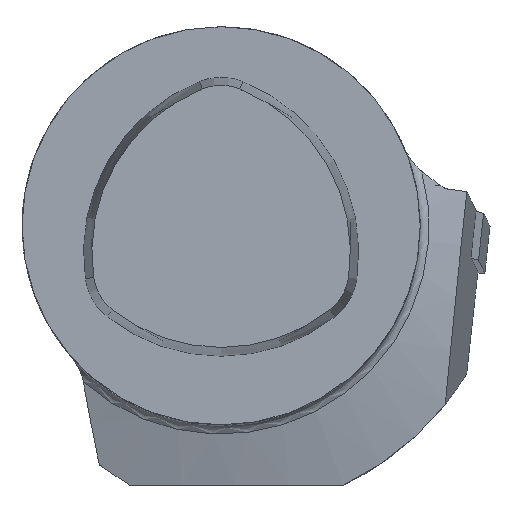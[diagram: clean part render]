
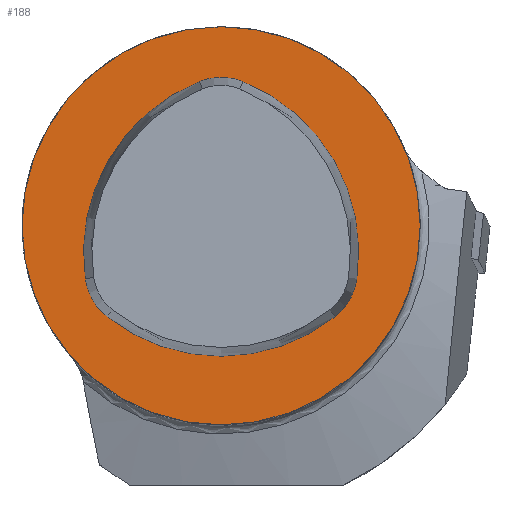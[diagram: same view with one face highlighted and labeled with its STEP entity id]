
A CAD part, top view. The second image highlights one B-rep face of the part: STEP entity #188.
In plain terms, the highlighted planar face has unit normal (0, 0, 1).
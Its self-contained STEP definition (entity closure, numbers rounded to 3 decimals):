
#112=FACE_BOUND('',#329,.T.);
#113=FACE_BOUND('',#330,.T.);
#143=CIRCLE('',#1056,20.);
#150=CIRCLE('',#1071,18.5);
#151=CIRCLE('',#1072,5.9);
#152=CIRCLE('',#1073,18.5);
#153=CIRCLE('',#1074,5.9);
#154=CIRCLE('',#1075,18.5);
#155=CIRCLE('',#1076,5.9);
#188=ADVANCED_FACE('',(#112,#113),#235,.T.);
#235=PLANE('',#1077);
#329=EDGE_LOOP('',(#451));
#330=EDGE_LOOP('',(#452,#453,#454,#455,#456,#457));
#451=ORIENTED_EDGE('',*,*,#748,.F.);
#452=ORIENTED_EDGE('',*,*,#768,.T.);
#453=ORIENTED_EDGE('',*,*,#769,.T.);
#454=ORIENTED_EDGE('',*,*,#770,.T.);
#455=ORIENTED_EDGE('',*,*,#771,.T.);
#456=ORIENTED_EDGE('',*,*,#772,.T.);
#457=ORIENTED_EDGE('',*,*,#773,.T.);
#658=VERTEX_POINT('',#1555);
#676=VERTEX_POINT('',#1606);
#677=VERTEX_POINT('',#1607);
#678=VERTEX_POINT('',#1609);
#679=VERTEX_POINT('',#1611);
#680=VERTEX_POINT('',#1613);
#681=VERTEX_POINT('',#1615);
#748=EDGE_CURVE('',#658,#658,#143,.T.);
#768=EDGE_CURVE('',#676,#677,#150,.T.);
#769=EDGE_CURVE('',#677,#678,#151,.T.);
#770=EDGE_CURVE('',#678,#679,#152,.T.);
#771=EDGE_CURVE('',#679,#680,#153,.T.);
#772=EDGE_CURVE('',#680,#681,#154,.T.);
#773=EDGE_CURVE('',#681,#676,#155,.T.);
#1056=AXIS2_PLACEMENT_3D('',#1554,#1200,#1201);
#1071=AXIS2_PLACEMENT_3D('',#1605,#1237,#1238);
#1072=AXIS2_PLACEMENT_3D('',#1608,#1239,#1240);
#1073=AXIS2_PLACEMENT_3D('',#1610,#1241,#1242);
#1074=AXIS2_PLACEMENT_3D('',#1612,#1243,#1244);
#1075=AXIS2_PLACEMENT_3D('',#1614,#1245,#1246);
#1076=AXIS2_PLACEMENT_3D('',#1616,#1247,#1248);
#1077=AXIS2_PLACEMENT_3D('',#1617,#1249,#1250);
#1200=DIRECTION('',(0.,0.,-1.));
#1201=DIRECTION('',(-1.,0.,0.));
#1237=DIRECTION('',(0.,0.,-1.));
#1238=DIRECTION('',(-1.,0.,0.));
#1239=DIRECTION('',(0.,0.,-1.));
#1240=DIRECTION('',(-1.,0.,0.));
#1241=DIRECTION('',(0.,0.,-1.));
#1242=DIRECTION('',(-1.,0.,0.));
#1243=DIRECTION('',(0.,0.,-1.));
#1244=DIRECTION('',(-1.,0.,0.));
#1245=DIRECTION('',(0.,0.,-1.));
#1246=DIRECTION('',(-1.,0.,0.));
#1247=DIRECTION('',(0.,0.,-1.));
#1248=DIRECTION('',(-1.,0.,0.));
#1249=DIRECTION('',(0.,0.,1.));
#1250=DIRECTION('',(-1.,0.,0.));
#1554=CARTESIAN_POINT('',(0.,0.,0.));
#1555=CARTESIAN_POINT('',(-20.,0.,0.));
#1605=CARTESIAN_POINT('',(-4.677,-2.7,0.));
#1606=CARTESIAN_POINT('',(2.19,14.479,0.));
#1607=CARTESIAN_POINT('',(13.634,-5.343,0.));
#1608=CARTESIAN_POINT('',(7.794,-4.5,0.));
#1609=CARTESIAN_POINT('',(11.444,-9.136,0.));
#1610=CARTESIAN_POINT('',(0.,5.4,0.));
#1611=CARTESIAN_POINT('',(-11.444,-9.136,0.));
#1612=CARTESIAN_POINT('',(-7.794,-4.5,0.));
#1613=CARTESIAN_POINT('',(-13.634,-5.343,0.));
#1614=CARTESIAN_POINT('',(4.677,-2.7,0.));
#1615=CARTESIAN_POINT('',(-2.19,14.479,0.));
#1616=CARTESIAN_POINT('',(0.,9.,0.));
#1617=CARTESIAN_POINT('',(0.,0.,0.));
